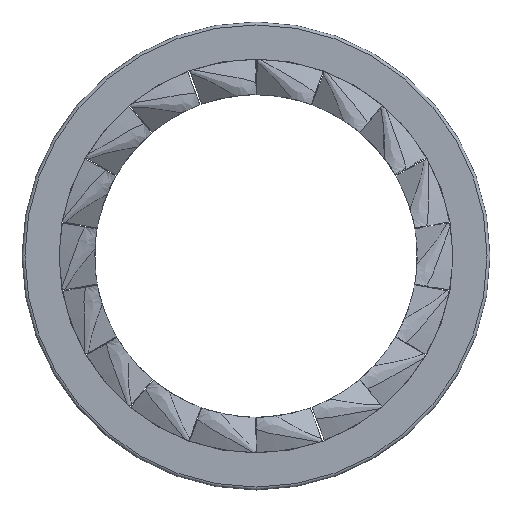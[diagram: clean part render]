
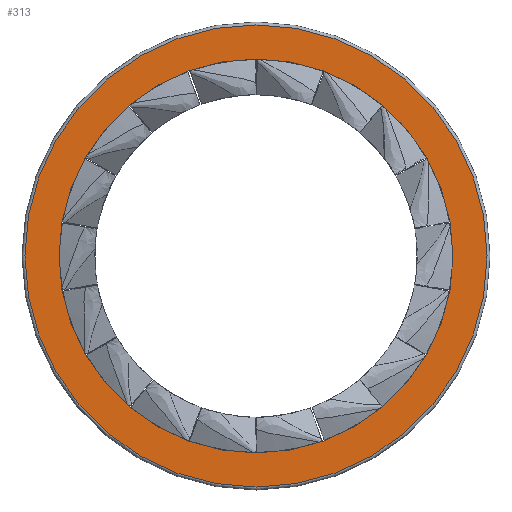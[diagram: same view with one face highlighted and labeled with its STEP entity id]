
A CAD part, top view. The second image highlights one B-rep face of the part: STEP entity #313.
In plain terms, the highlighted planar face has unit normal (0, 0, 1).
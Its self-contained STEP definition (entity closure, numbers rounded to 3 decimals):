
#134=PLANE('',#363);
#147=FACE_BOUND('',#174,.T.);
#153=FACE_OUTER_BOUND('',#173,.T.);
#173=EDGE_LOOP('',(#255));
#174=EDGE_LOOP('',(#256));
#191=CIRCLE('',#362,23.7);
#192=CIRCLE('',#364,20.2);
#199=VERTEX_POINT('',#533);
#200=VERTEX_POINT('',#536);
#221=EDGE_CURVE('',#199,#199,#191,.T.);
#222=EDGE_CURVE('',#200,#200,#192,.T.);
#255=ORIENTED_EDGE('',*,*,#221,.F.);
#256=ORIENTED_EDGE('',*,*,#222,.T.);
#313=ADVANCED_FACE('',(#153,#147),#134,.T.);
#362=AXIS2_PLACEMENT_3D('',#534,#425,#426);
#363=AXIS2_PLACEMENT_3D('',#535,#427,#428);
#364=AXIS2_PLACEMENT_3D('',#537,#429,#430);
#425=DIRECTION('center_axis',(0.,0.,-1.));
#426=DIRECTION('ref_axis',(-1.,0.,0.));
#427=DIRECTION('center_axis',(0.,0.,1.));
#428=DIRECTION('ref_axis',(1.,0.,0.));
#429=DIRECTION('center_axis',(0.,0.,-1.));
#430=DIRECTION('ref_axis',(-1.,0.,0.));
#533=CARTESIAN_POINT('',(23.7,0.,1.39));
#534=CARTESIAN_POINT('Origin',(0.,0.,1.39));
#535=CARTESIAN_POINT('Origin',(0.,0.,
1.39));
#536=CARTESIAN_POINT('',(20.2,0.,1.39));
#537=CARTESIAN_POINT('Origin',(0.,0.,1.39));
